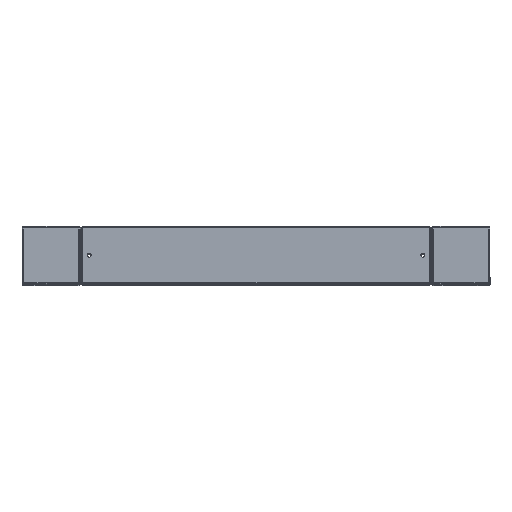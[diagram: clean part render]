
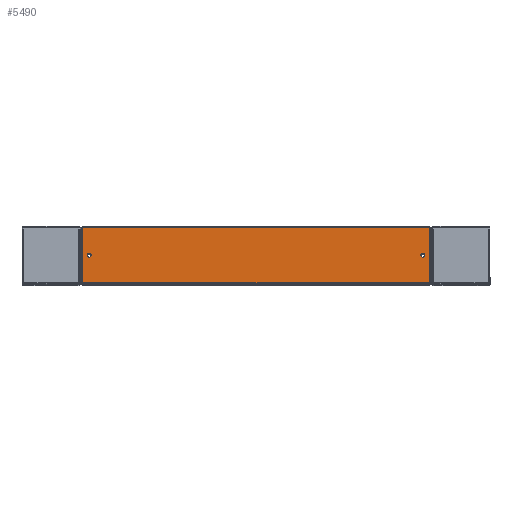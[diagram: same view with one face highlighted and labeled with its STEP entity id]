
A CAD part, top view. The second image highlights one B-rep face of the part: STEP entity #5490.
In plain terms, the highlighted planar face has unit normal (0, 0, 1).
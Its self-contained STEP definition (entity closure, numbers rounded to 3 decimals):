
#60 = AXIS2_PLACEMENT_3D ( 'NONE', #1959, #5059, #3309 ) ;
#145 = DIRECTION ( 'NONE',  ( 0., 0., -1. ) ) ;
#147 = DIRECTION ( 'NONE',  ( 0., 1., 0. ) ) ;
#192 = CARTESIAN_POINT ( 'NONE',  ( 0., 0., 0. ) ) ;
#320 = CARTESIAN_POINT ( 'NONE',  ( 595.1, 96.6, 0. ) ) ;
#418 = CARTESIAN_POINT ( 'NONE',  ( 584., 49.5, 0. ) ) ;
#451 = CIRCLE ( 'NONE', #60, 3.5 ) ;
#697 = DIRECTION ( 'NONE',  ( -1., 0., 0. ) ) ;
#768 = FACE_BOUND ( 'NONE', #5840, .T. ) ;
#945 = EDGE_CURVE ( 'NONE', #4810, #6177, #6306, .T. ) ;
#1118 = CARTESIAN_POINT ( 'NONE',  ( 10., 49.5, 0. ) ) ;
#1407 = ORIENTED_EDGE ( 'NONE', *, *, #6764, .T. ) ;
#1408 = FACE_BOUND ( 'NONE', #6349, .T. ) ;
#1482 = VERTEX_POINT ( 'NONE', #1118 ) ;
#1494 = PLANE ( 'NONE',  #3165 ) ;
#1534 = CARTESIAN_POINT ( 'NONE',  ( 595.1, 1.401, 0. ) ) ;
#1576 = FACE_OUTER_BOUND ( 'NONE', #8132, .T. ) ;
#1629 = LINE ( 'NONE', #5430, #1825 ) ;
#1664 = CARTESIAN_POINT ( 'NONE',  ( 2.4, 2.4, 0. ) ) ;
#1825 = VECTOR ( 'NONE', #3595, 1000. ) ;
#1892 = ORIENTED_EDGE ( 'NONE', *, *, #945, .T. ) ;
#1959 = CARTESIAN_POINT ( 'NONE',  ( 584., 49.5, 0. ) ) ;
#1977 = VERTEX_POINT ( 'NONE', #1664 ) ;
#2508 = AXIS2_PLACEMENT_3D ( 'NONE', #3812, #2543, #3944 ) ;
#2543 = DIRECTION ( 'NONE',  ( 0., 0., -1. ) ) ;
#2628 = ORIENTED_EDGE ( 'NONE', *, *, #7646, .T. ) ;
#2742 = DIRECTION ( 'NONE',  ( -1., 0., 0. ) ) ;
#3029 = ORIENTED_EDGE ( 'NONE', *, *, #8284, .T. ) ;
#3089 = CARTESIAN_POINT ( 'NONE',  ( 587.5, 49.5, 0. ) ) ;
#3096 = CARTESIAN_POINT ( 'NONE',  ( 596.099, 96.6, 0. ) ) ;
#3165 = AXIS2_PLACEMENT_3D ( 'NONE', #192, #4711, #5263 ) ;
#3233 = AXIS2_PLACEMENT_3D ( 'NONE', #418, #3583, #7543 ) ;
#3277 = VECTOR ( 'NONE', #6924, 1000. ) ;
#3309 = DIRECTION ( 'NONE',  ( -1., 0., 0. ) ) ;
#3379 = CARTESIAN_POINT ( 'NONE',  ( 13.5, 49.5, 0. ) ) ;
#3456 = AXIS2_PLACEMENT_3D ( 'NONE', #3379, #145, #2742 ) ;
#3463 = VECTOR ( 'NONE', #147, 1000. ) ;
#3583 = DIRECTION ( 'NONE',  ( 0., 0., -1. ) ) ;
#3595 = DIRECTION ( 'NONE',  ( 1., 0., 0. ) ) ;
#3727 = CARTESIAN_POINT ( 'NONE',  ( 2.4, 97.599, 0. ) ) ;
#3731 = CIRCLE ( 'NONE', #2508, 3.5 ) ;
#3812 = CARTESIAN_POINT ( 'NONE',  ( 13.5, 49.5, 0. ) ) ;
#3944 = DIRECTION ( 'NONE',  ( -1., 0., 0. ) ) ;
#4022 = ORIENTED_EDGE ( 'NONE', *, *, #4670, .T. ) ;
#4670 = EDGE_CURVE ( 'NONE', #5145, #1977, #5569, .T. ) ;
#4711 = DIRECTION ( 'NONE',  ( 0., 0., -1. ) ) ;
#4810 = VERTEX_POINT ( 'NONE', #8034 ) ;
#5005 = EDGE_CURVE ( 'NONE', #6177, #4810, #451, .T. ) ;
#5059 = DIRECTION ( 'NONE',  ( 0., 0., -1. ) ) ;
#5096 = VERTEX_POINT ( 'NONE', #320 ) ;
#5109 = LINE ( 'NONE', #3096, #8168 ) ;
#5145 = VERTEX_POINT ( 'NONE', #5355 ) ;
#5155 = ORIENTED_EDGE ( 'NONE', *, *, #5005, .T. ) ;
#5263 = DIRECTION ( 'NONE',  ( -1., 0., 0. ) ) ;
#5355 = CARTESIAN_POINT ( 'NONE',  ( 2.4, 96.6, 0. ) ) ;
#5430 = CARTESIAN_POINT ( 'NONE',  ( 1.401, 2.4, 0. ) ) ;
#5490 = ADVANCED_FACE ( 'NONE', ( #768, #1408, #1576 ), #1494, .F. ) ;
#5495 = VERTEX_POINT ( 'NONE', #7855 ) ;
#5569 = LINE ( 'NONE', #3727, #3277 ) ;
#5840 = EDGE_LOOP ( 'NONE', ( #1407, #3029 ) ) ;
#5974 = LINE ( 'NONE', #1534, #3463 ) ;
#6088 = ORIENTED_EDGE ( 'NONE', *, *, #7273, .T. ) ;
#6177 = VERTEX_POINT ( 'NONE', #3089 ) ;
#6306 = CIRCLE ( 'NONE', #3233, 3.5 ) ;
#6349 = EDGE_LOOP ( 'NONE', ( #1892, #5155 ) ) ;
#6442 = VERTEX_POINT ( 'NONE', #7861 ) ;
#6559 = EDGE_CURVE ( 'NONE', #1977, #6442, #1629, .T. ) ;
#6764 = EDGE_CURVE ( 'NONE', #1482, #5495, #7491, .T. ) ;
#6924 = DIRECTION ( 'NONE',  ( 0., -1., 0. ) ) ;
#6971 = ORIENTED_EDGE ( 'NONE', *, *, #6559, .T. ) ;
#7273 = EDGE_CURVE ( 'NONE', #6442, #5096, #5974, .T. ) ;
#7491 = CIRCLE ( 'NONE', #3456, 3.5 ) ;
#7543 = DIRECTION ( 'NONE',  ( -1., 0., 0. ) ) ;
#7646 = EDGE_CURVE ( 'NONE', #5096, #5145, #5109, .T. ) ;
#7855 = CARTESIAN_POINT ( 'NONE',  ( 17., 49.5, 0. ) ) ;
#7861 = CARTESIAN_POINT ( 'NONE',  ( 595.1, 2.4, 0. ) ) ;
#8034 = CARTESIAN_POINT ( 'NONE',  ( 580.5, 49.5, 0. ) ) ;
#8132 = EDGE_LOOP ( 'NONE', ( #6971, #6088, #2628, #4022 ) ) ;
#8168 = VECTOR ( 'NONE', #697, 1000. ) ;
#8284 = EDGE_CURVE ( 'NONE', #5495, #1482, #3731, .T. ) ;
